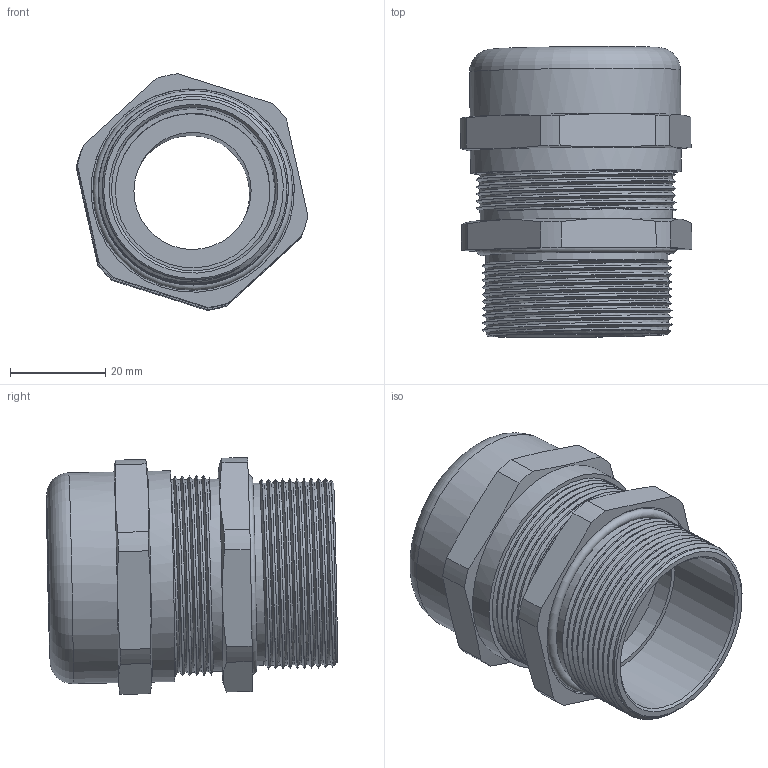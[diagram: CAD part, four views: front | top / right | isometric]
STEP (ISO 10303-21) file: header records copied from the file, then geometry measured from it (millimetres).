
FILE_DESCRIPTION(/* description */ ('E ALPHA X M 40x1,5, KB: 22-32 mm'),/* implementation_level */ '2;1');
FILE_NAME(/* name */ 'EBU4MBNC-RST.stp',/* time_stamp */ '2020-03-05T15:16:47+01:00',/* author */ ('sl'),/* organization */ (''),/* preprocessor_version */ 'ST-DEVELOPER v16.5',/* originating_system */ 'Autodesk Inventor 2017',/* authorisation */ '');
FILE_SCHEMA (('AUTOMOTIVE_DESIGN { 1 0 10303 214 3 1 1 }'));
Length unit declared in the file: millimetre
Products named in the file (7): EBU4MBNC; EBU4MBNC_1; EBU4MBNC_2; EBU4MBNC_3; EBU4MBNC_4; EBU4MBNC_5; EBU4MBNC_6
Assembly tree (6 placements, depth 2):
  EBU4MBNC
    EBU4MBNC_1
    EBU4MBNC_2
    EBU4MBNC_3
    EBU4MBNC_4
    EBU4MBNC_5
    EBU4MBNC_6
Bounding box: 48.74 x 61.15 x 49.79 mm (x, y, z)
Volume: 42145 mm3; surface area: 43290.5 mm2
Topology: 6 solids, 6 shells, 570 faces, 1637 edges, 1084 vertices
Faces by surface type: plane 334, cone 162, cylinder 64, bspline 6, torus 4
Full cylindrical faces by diameter (mm): 24.65 x1, 26.95 x1, 27.22 x1, 32.2 x1, 32.3 x1, 32.5 x1, 32.77 x1, 34.48 x1, 35.56 x1, 35.97 x1, 36.22 x1, 36.25 x1, 38.378 x11, 40.16 x1, 40.528 x7, 40.94 x11, 42.778 x1, 44.38 x2
Entity records: 22935 total; most frequent: CARTESIAN_POINT 8931, DIRECTION 3092, ORIENTED_EDGE 3036, EDGE_CURVE 1518, AXIS2_PLACEMENT_3D 1378, VERTEX_POINT 1022, EDGE_LOOP 586, FACE_OUTER_BOUND 541
